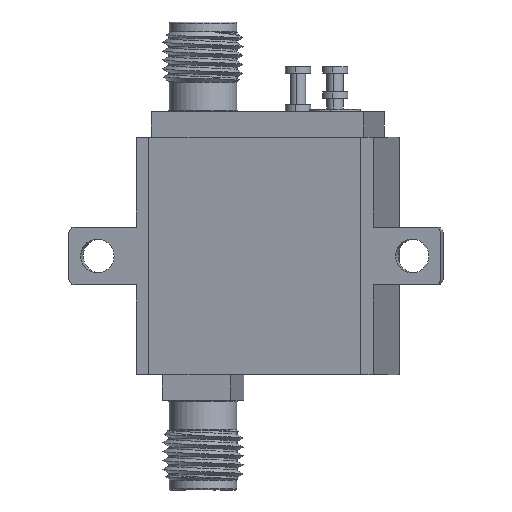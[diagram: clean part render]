
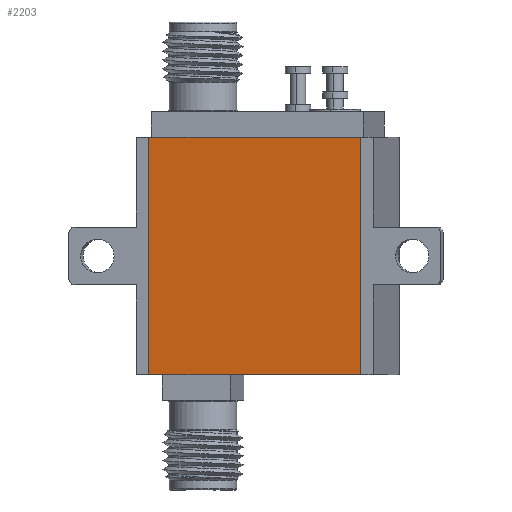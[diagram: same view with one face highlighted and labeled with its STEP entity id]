
A CAD part, front view. The second image highlights one B-rep face of the part: STEP entity #2203.
In plain terms, the highlighted face is planar.
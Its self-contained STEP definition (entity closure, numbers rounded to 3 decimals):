
#106 = CARTESIAN_POINT ( 'NONE',  ( 0., 9.4, -10.68 ) ) ;
#318 = CARTESIAN_POINT ( 'NONE',  ( 0., 9.4, -10.68 ) ) ;
#365 = DIRECTION ( 'NONE',  ( -1., 0., 0. ) ) ;
#701 = EDGE_CURVE ( 'NONE', #3198, #2071, #1059, .T. ) ;
#741 = VERTEX_POINT ( 'NONE', #3102 ) ;
#822 = EDGE_CURVE ( 'NONE', #2071, #741, #1041, .T. ) ;
#986 = CARTESIAN_POINT ( 'NONE',  ( 0., 9.4, -10.68 ) ) ;
#1041 = LINE ( 'NONE', #4377, #4444 ) ;
#1059 = LINE ( 'NONE', #986, #2260 ) ;
#1408 = VECTOR ( 'NONE', #2757, 1000. ) ;
#1459 = VECTOR ( 'NONE', #2415, 1000. ) ;
#1462 = CARTESIAN_POINT ( 'NONE',  ( 0., 9.4, -10.68 ) ) ;
#1609 = AXIS2_PLACEMENT_3D ( 'NONE', #1462, #4282, #4019 ) ;
#2012 = CARTESIAN_POINT ( 'NONE',  ( -17.1, 9.4, -10.68 ) ) ;
#2026 = VERTEX_POINT ( 'NONE', #2012 ) ;
#2034 = EDGE_CURVE ( 'NONE', #2026, #741, #3142, .T. ) ;
#2071 = VERTEX_POINT ( 'NONE', #2833 ) ;
#2180 = ORIENTED_EDGE ( 'NONE', *, *, #701, .T. ) ;
#2203 = ADVANCED_FACE ( 'NONE', ( #3242 ), #4367, .F. ) ;
#2260 = VECTOR ( 'NONE', #2820, 1000. ) ;
#2380 = EDGE_LOOP ( 'NONE', ( #4421, #2500, #3057, #2180 ) ) ;
#2415 = DIRECTION ( 'NONE',  ( -1., 0., 0. ) ) ;
#2500 = ORIENTED_EDGE ( 'NONE', *, *, #2034, .F. ) ;
#2757 = DIRECTION ( 'NONE',  ( 0., -1., 0. ) ) ;
#2820 = DIRECTION ( 'NONE',  ( 0., -1., 0. ) ) ;
#2833 = CARTESIAN_POINT ( 'NONE',  ( 0., -9.4, -10.68 ) ) ;
#3057 = ORIENTED_EDGE ( 'NONE', *, *, #4456, .F. ) ;
#3102 = CARTESIAN_POINT ( 'NONE',  ( -17.1, -9.4, -10.68 ) ) ;
#3142 = LINE ( 'NONE', #3884, #1408 ) ;
#3198 = VERTEX_POINT ( 'NONE', #106 ) ;
#3242 = FACE_OUTER_BOUND ( 'NONE', #2380, .T. ) ;
#3864 = LINE ( 'NONE', #318, #1459 ) ;
#3884 = CARTESIAN_POINT ( 'NONE',  ( -17.1, 9.4, -10.68 ) ) ;
#4019 = DIRECTION ( 'NONE',  ( 1., 0., 0. ) ) ;
#4282 = DIRECTION ( 'NONE',  ( 0., 0., 1. ) ) ;
#4367 = PLANE ( 'NONE',  #1609 ) ;
#4377 = CARTESIAN_POINT ( 'NONE',  ( 0., -9.4, -10.68 ) ) ;
#4421 = ORIENTED_EDGE ( 'NONE', *, *, #822, .T. ) ;
#4444 = VECTOR ( 'NONE', #365, 1000. ) ;
#4456 = EDGE_CURVE ( 'NONE', #3198, #2026, #3864, .T. ) ;
